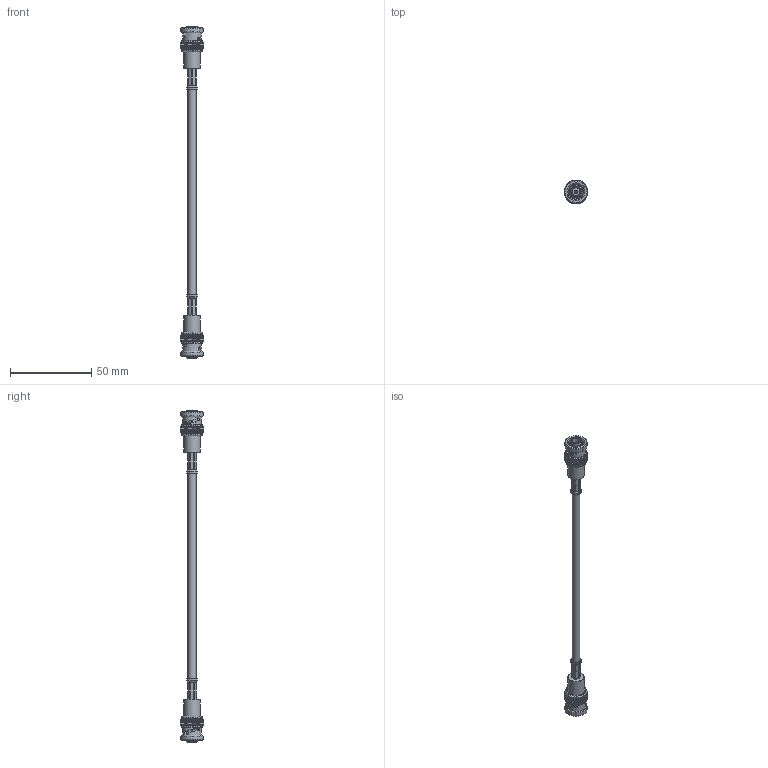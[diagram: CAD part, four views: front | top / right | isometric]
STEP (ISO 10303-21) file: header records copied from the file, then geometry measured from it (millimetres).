
FILE_DESCRIPTION (( 'STEP AP203' ), '1' );
FILE_NAME ('PE34425LF_3D.step', '2022-01-19T15:52:56', ( '' ), ( '' ), 'SwSTEP 2.0', 'SolidWorks 2021', '' );
FILE_SCHEMA (( 'CONFIG_CONTROL_DESIGN' ));
Length unit declared in the file: inch
Products named in the file (3): RG400U^PE34425LF_RG400; PE34425LF_3D; PE4093^PE34425LF_Crimped
Assembly tree (3 placements, depth 2):
  PE34425LF_3D
    RG400U^PE34425LF_RG400
    PE4093^PE34425LF_Crimped  x2
Bounding box: 14.46 x 14.46 x 204.9 mm (x, y, z)
Volume: 7352.9 mm3; surface area: 8130.5 mm2
Topology: 5 solids, 5 shells, 929 faces, 2169 edges, 1268 vertices
Faces by surface type: plane 368, cone 266, cylinder 251, bspline 30, torus 14
Full cylindrical faces by diameter (mm): 1.334 x2, 2.054 x2, 2.129 x2, 3.2 x2, 4.5 x2, 4.879 x2, 4.953 x1, 5.484 x2, 6.25 x2, 6.5 x2, 7.877 x2, 8.569 x2, 9.395 x2, 10.16 x2, 11.395 x2, 13.38 x4, 13.922 x2
Entity records: 16989 total; most frequent: CARTESIAN_POINT 6786, ORIENTED_EDGE 2092, DIRECTION 1976, EDGE_CURVE 1046, AXIS2_PLACEMENT_3D 823, VERTEX_POINT 622, EDGE_LOOP 508, FACE_OUTER_BOUND 488
